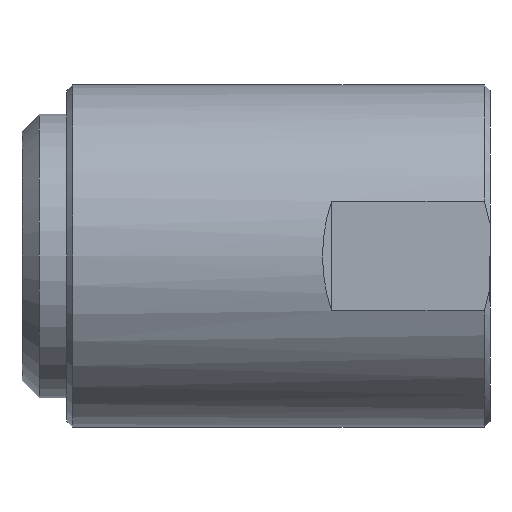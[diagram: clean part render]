
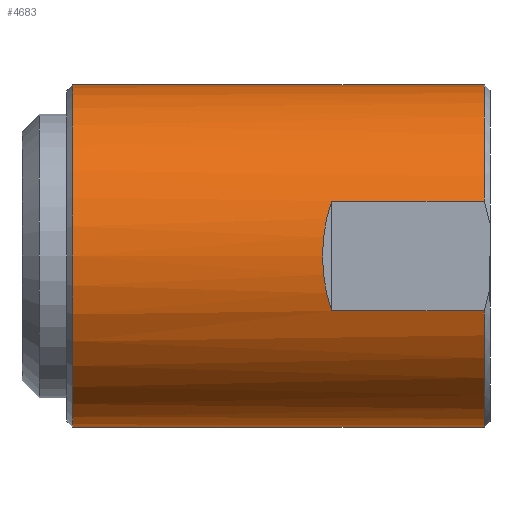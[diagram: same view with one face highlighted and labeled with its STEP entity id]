
A CAD part, front view. The second image highlights one B-rep face of the part: STEP entity #4683.
In plain terms, the highlighted cylindrical face has radius 15.082 mm (diameter 30.165 mm), a partial arc.
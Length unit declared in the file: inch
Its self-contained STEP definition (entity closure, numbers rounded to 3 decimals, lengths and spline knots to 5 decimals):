
#1 = VERTEX_POINT ( 'NONE', #3417 ) ;
#643 = LINE ( 'NONE', #5098, #1541 ) ;
#687 = LINE ( 'NONE', #11913, #3422 ) ;
#800 = EDGE_CURVE ( 'NONE', #1075, #10357, #687, .T. ) ;
#848 = ORIENTED_EDGE ( 'NONE', *, *, #800, .T. ) ;
#915 = CYLINDRICAL_SURFACE ( 'NONE', #3237, 0.5938 ) ;
#962 = DIRECTION ( 'NONE',  ( 0., 0., 1. ) ) ;
#1012 = CARTESIAN_POINT ( 'NONE',  ( 1.23, 0., 0. ) ) ;
#1041 = CIRCLE ( 'NONE', #7848, 0.5938 ) ;
#1075 = VERTEX_POINT ( 'NONE', #3650 ) ;
#1240 = EDGE_CURVE ( 'NONE', #3389, #10930, #4976, .T. ) ;
#1523 = DIRECTION ( 'NONE',  ( 1., 0., 0. ) ) ;
#1541 = VECTOR ( 'NONE', #1624, 39.37008 ) ;
#1603 = DIRECTION ( 'NONE',  ( -1., 0., 0. ) ) ;
#1624 = DIRECTION ( 'NONE',  ( -1., 0., 0. ) ) ;
#1644 = CARTESIAN_POINT ( 'NONE',  ( 0.65762, -0.60468, -0.06594 ) ) ;
#1763 = ORIENTED_EDGE ( 'NONE', *, *, #5866, .F. ) ;
#1888 = DIRECTION ( 'NONE',  ( 0., 0., 1. ) ) ;
#1959 = VECTOR ( 'NONE', #1523, 39.37008 ) ;
#2012 = CARTESIAN_POINT ( 'NONE',  ( 0., 0., 0. ) ) ;
#2303 = ORIENTED_EDGE ( 'NONE', *, *, #8476, .T. ) ;
#2416 = CARTESIAN_POINT ( 'NONE',  ( -0.1995, 0., 0.5938 ) ) ;
#2520 = AXIS2_PLACEMENT_3D ( 'NONE', #8471, #10230, #962 ) ;
#2639 = VECTOR ( 'NONE', #4800, 39.37008 ) ;
#2671 = CARTESIAN_POINT ( 'NONE',  ( 1.23, -0.5623, 0.19083 ) ) ;
#2891 =( BOUNDED_CURVE ( )  B_SPLINE_CURVE ( 3, ( #11702, #6275, #1644, #8577 ),
 .UNSPECIFIED., .F., .F. ) 
 B_SPLINE_CURVE_WITH_KNOTS ( ( 4, 4 ),
 ( 5.956, 6.61037 ),
 .UNSPECIFIED. ) 
 CURVE ( )  GEOMETRIC_REPRESENTATION_ITEM ( )  RATIONAL_B_SPLINE_CURVE ( ( 1., 0.965, 0.965, 1. ) ) 
 REPRESENTATION_ITEM ( '' )  );
#3237 = AXIS2_PLACEMENT_3D ( 'NONE', #2012, #11273, #1888 ) ;
#3319 = CARTESIAN_POINT ( 'NONE',  ( 1.23, -0.5623, -0.19083 ) ) ;
#3389 = VERTEX_POINT ( 'NONE', #2671 ) ;
#3417 = CARTESIAN_POINT ( 'NONE',  ( 0.7, -0.5623, -0.19083 ) ) ;
#3422 = VECTOR ( 'NONE', #9170, 39.37008 ) ;
#3650 = CARTESIAN_POINT ( 'NONE',  ( 1.23, 0., 0.5938 ) ) ;
#3944 = DIRECTION ( 'NONE',  ( 0., 0., 1. ) ) ;
#4043 = EDGE_CURVE ( 'NONE', #6384, #10357, #1041, .T. ) ;
#4410 = ORIENTED_EDGE ( 'NONE', *, *, #1240, .F. ) ;
#4683 = ADVANCED_FACE ( 'NONE', ( #7498 ), #915, .T. ) ;
#4800 = DIRECTION ( 'NONE',  ( -1., 0., 0. ) ) ;
#4856 = DIRECTION ( 'NONE',  ( -1., 0., 0. ) ) ;
#4893 = EDGE_CURVE ( 'NONE', #10930, #1, #2891, .T. ) ;
#4976 = LINE ( 'NONE', #9613, #2639 ) ;
#5098 = CARTESIAN_POINT ( 'NONE',  ( 0., 0., -0.5938 ) ) ;
#5118 = LINE ( 'NONE', #9879, #1959 ) ;
#5184 = ORIENTED_EDGE ( 'NONE', *, *, #4893, .F. ) ;
#5866 = EDGE_CURVE ( 'NONE', #1, #10483, #5118, .T. ) ;
#6225 = CIRCLE ( 'NONE', #9326, 0.5938 ) ;
#6275 = CARTESIAN_POINT ( 'NONE',  ( 0.65762, -0.60468, 0.06594 ) ) ;
#6384 = VERTEX_POINT ( 'NONE', #6550 ) ;
#6550 = CARTESIAN_POINT ( 'NONE',  ( -0.1995, 0., -0.5938 ) ) ;
#6661 = ORIENTED_EDGE ( 'NONE', *, *, #10294, .F. ) ;
#6921 = VERTEX_POINT ( 'NONE', #9591 ) ;
#7093 = DIRECTION ( 'NONE',  ( 0., 0., 1. ) ) ;
#7498 = FACE_OUTER_BOUND ( 'NONE', #11692, .T. ) ;
#7848 = AXIS2_PLACEMENT_3D ( 'NONE', #9840, #1603, #7093 ) ;
#8092 = CARTESIAN_POINT ( 'NONE',  ( 0.7, -0.5623, 0.19083 ) ) ;
#8471 = CARTESIAN_POINT ( 'NONE',  ( 1.23, 0., 0. ) ) ;
#8476 = EDGE_CURVE ( 'NONE', #3389, #1075, #6225, .T. ) ;
#8577 = CARTESIAN_POINT ( 'NONE',  ( 0.7, -0.5623, -0.19083 ) ) ;
#8756 = ORIENTED_EDGE ( 'NONE', *, *, #4043, .F. ) ;
#9170 = DIRECTION ( 'NONE',  ( -1., 0., 0. ) ) ;
#9326 = AXIS2_PLACEMENT_3D ( 'NONE', #1012, #4856, #3944 ) ;
#9591 = CARTESIAN_POINT ( 'NONE',  ( 1.23, 0., -0.5938 ) ) ;
#9613 = CARTESIAN_POINT ( 'NONE',  ( 0., -0.5623, 0.19083 ) ) ;
#9699 = ORIENTED_EDGE ( 'NONE', *, *, #10116, .T. ) ;
#9840 = CARTESIAN_POINT ( 'NONE',  ( -0.1995, 0., 0. ) ) ;
#9879 = CARTESIAN_POINT ( 'NONE',  ( 0., -0.5623, -0.19083 ) ) ;
#10116 = EDGE_CURVE ( 'NONE', #6921, #10483, #10497, .T. ) ;
#10230 = DIRECTION ( 'NONE',  ( -1., 0., 0. ) ) ;
#10294 = EDGE_CURVE ( 'NONE', #6921, #6384, #643, .T. ) ;
#10357 = VERTEX_POINT ( 'NONE', #2416 ) ;
#10483 = VERTEX_POINT ( 'NONE', #3319 ) ;
#10497 = CIRCLE ( 'NONE', #2520, 0.5938 ) ;
#10930 = VERTEX_POINT ( 'NONE', #8092 ) ;
#11273 = DIRECTION ( 'NONE',  ( -1., 0., 0. ) ) ;
#11692 = EDGE_LOOP ( 'NONE', ( #6661, #9699, #1763, #5184, #4410, #2303, #848, #8756 ) ) ;
#11702 = CARTESIAN_POINT ( 'NONE',  ( 0.7, -0.5623, 0.19083 ) ) ;
#11913 = CARTESIAN_POINT ( 'NONE',  ( 0., 0., 0.5938 ) ) ;
